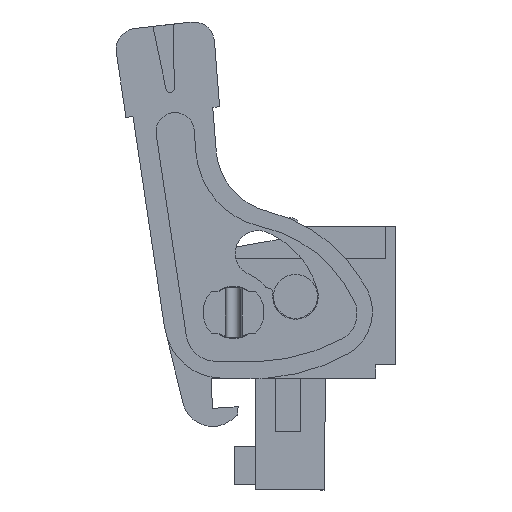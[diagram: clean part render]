
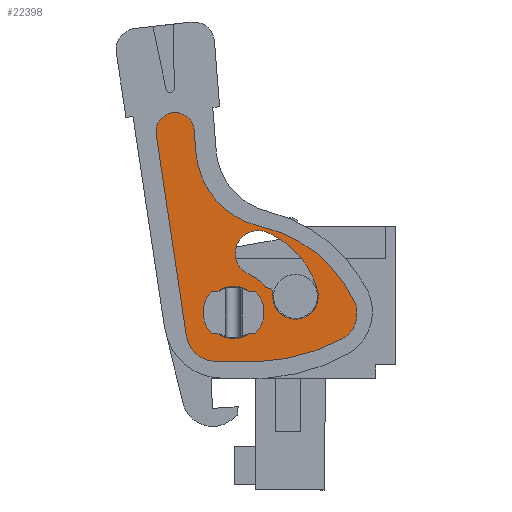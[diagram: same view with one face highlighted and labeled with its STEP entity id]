
A CAD part, left-side view. The second image highlights one B-rep face of the part: STEP entity #22398.
In plain terms, the highlighted planar face has unit normal (-1, 0, 0).
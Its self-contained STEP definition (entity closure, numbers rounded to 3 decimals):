
#22101=AXIS2_PLACEMENT_3D('Plane Axis2P3D',#22098,#22099,#22100) ;
#22230=AXIS2_PLACEMENT_3D('Circle Axis2P3D',#22228,#22229,$) ;
#22254=AXIS2_PLACEMENT_3D('Circle Axis2P3D',#22252,#22253,$) ;
#22280=AXIS2_PLACEMENT_3D('Circle Axis2P3D',#22278,#22279,$) ;
#22287=AXIS2_PLACEMENT_3D('Circle Axis2P3D',#22285,#22286,$) ;
#22294=AXIS2_PLACEMENT_3D('Circle Axis2P3D',#22292,#22293,$) ;
#22301=AXIS2_PLACEMENT_3D('Circle Axis2P3D',#22299,#22300,$) ;
#22324=AXIS2_PLACEMENT_3D('Circle Axis2P3D',#22322,#22323,$) ;
#22333=AXIS2_PLACEMENT_3D('Circle Axis2P3D',#22331,#22332,$) ;
#22340=AXIS2_PLACEMENT_3D('Circle Axis2P3D',#22338,#22339,$) ;
#22347=AXIS2_PLACEMENT_3D('Circle Axis2P3D',#22345,#22346,$) ;
#22354=AXIS2_PLACEMENT_3D('Circle Axis2P3D',#22352,#22353,$) ;
#22361=AXIS2_PLACEMENT_3D('Circle Axis2P3D',#22359,#22360,$) ;
#22368=AXIS2_PLACEMENT_3D('Circle Axis2P3D',#22366,#22367,$) ;
#22382=AXIS2_PLACEMENT_3D('Circle Axis2P3D',#22380,#22381,$) ;
#22391=AXIS2_PLACEMENT_3D('Circle Axis2P3D',#22389,#22390,$) ;
#22098=CARTESIAN_POINT('Axis2P3D Location',(1.1,1.4,0.)) ;
#22197=CARTESIAN_POINT('Line Origine',(1.1,13.287,15.072)) ;
#22201=CARTESIAN_POINT('Vertex',(1.1,12.398,9.121)) ;
#22203=CARTESIAN_POINT('Vertex',(1.1,14.176,21.023)) ;
#22228=CARTESIAN_POINT('Axis2P3D Location',(1.1,10.645,9.383)) ;
#22232=CARTESIAN_POINT('Vertex',(1.1,10.665,7.61)) ;
#22252=CARTESIAN_POINT('Axis2P3D Location',(1.1,13.058,21.19)) ;
#22256=CARTESIAN_POINT('Vertex',(1.1,11.931,21.279)) ;
#22271=CARTESIAN_POINT('Line Origine',(1.1,9.423,7.596)) ;
#22275=CARTESIAN_POINT('Vertex',(1.1,8.181,7.582)) ;
#22278=CARTESIAN_POINT('Axis2P3D Location',(1.1,8.615,19.073)) ;
#22282=CARTESIAN_POINT('Vertex',(1.1,3.202,8.927)) ;
#22285=CARTESIAN_POINT('Axis2P3D Location',(1.1,4.004,10.431)) ;
#22289=CARTESIAN_POINT('Vertex',(1.1,2.462,11.157)) ;
#22292=CARTESIAN_POINT('Axis2P3D Location',(1.1,9.73,7.737)) ;
#22296=CARTESIAN_POINT('Vertex',(1.1,8.015,15.585)) ;
#22299=CARTESIAN_POINT('Axis2P3D Location',(1.1,6.976,20.339)) ;
#22303=CARTESIAN_POINT('Vertex',(1.1,11.827,19.957)) ;
#22306=CARTESIAN_POINT('Line Origine',(1.1,11.879,20.618)) ;
#22322=CARTESIAN_POINT('Axis2P3D Location',(1.1,7.517,12.189)) ;
#22326=CARTESIAN_POINT('Vertex',(1.1,7.517,11.939)) ;
#22328=CARTESIAN_POINT('Vertex',(1.1,7.711,12.031)) ;
#22331=CARTESIAN_POINT('Axis2P3D Location',(1.1,9.6,10.5)) ;
#22335=CARTESIAN_POINT('Vertex',(1.1,8.672,12.747)) ;
#22338=CARTESIAN_POINT('Axis2P3D Location',(1.1,8.156,13.995)) ;
#22342=CARTESIAN_POINT('Vertex',(1.1,7.641,15.242)) ;
#22345=CARTESIAN_POINT('Axis2P3D Location',(1.1,9.6,10.5)) ;
#22349=CARTESIAN_POINT('Vertex',(1.1,4.633,11.789)) ;
#22352=CARTESIAN_POINT('Axis2P3D Location',(1.1,5.94,11.45)) ;
#22356=CARTESIAN_POINT('Vertex',(1.1,7.286,11.555)) ;
#22359=CARTESIAN_POINT('Axis2P3D Location',(1.1,6.887,11.524)) ;
#22363=CARTESIAN_POINT('Vertex',(1.1,7.274,11.625)) ;
#22366=CARTESIAN_POINT('Axis2P3D Location',(1.1,7.516,11.689)) ;
#22380=CARTESIAN_POINT('Axis2P3D Location',(1.1,9.6,10.5)) ;
#22384=CARTESIAN_POINT('Vertex',(1.1,9.6,8.95)) ;
#22386=CARTESIAN_POINT('Vertex',(1.1,9.6,12.05)) ;
#22389=CARTESIAN_POINT('Axis2P3D Location',(1.1,9.6,10.5)) ;
#22099=DIRECTION('Axis2P3D Direction',(1.,0.,0.)) ;
#22100=DIRECTION('Axis2P3D XDirection',(0.,1.,0.)) ;
#22198=DIRECTION('Vector Direction',(0.,0.148,0.989)) ;
#22229=DIRECTION('Axis2P3D Direction',(1.,0.,0.)) ;
#22253=DIRECTION('Axis2P3D Direction',(1.,0.,0.)) ;
#22272=DIRECTION('Vector Direction',(0.,1.,0.011)) ;
#22279=DIRECTION('Axis2P3D Direction',(1.,0.,0.)) ;
#22286=DIRECTION('Axis2P3D Direction',(1.,0.,0.)) ;
#22293=DIRECTION('Axis2P3D Direction',(1.,0.,0.)) ;
#22300=DIRECTION('Axis2P3D Direction',(1.,0.,0.)) ;
#22307=DIRECTION('Vector Direction',(0.,-0.078,-0.997)) ;
#22323=DIRECTION('Axis2P3D Direction',(1.,0.,0.)) ;
#22332=DIRECTION('Axis2P3D Direction',(1.,0.,0.)) ;
#22339=DIRECTION('Axis2P3D Direction',(1.,0.,0.)) ;
#22346=DIRECTION('Axis2P3D Direction',(1.,0.,0.)) ;
#22353=DIRECTION('Axis2P3D Direction',(1.,0.,0.)) ;
#22360=DIRECTION('Axis2P3D Direction',(1.,0.,0.)) ;
#22367=DIRECTION('Axis2P3D Direction',(1.,0.,0.)) ;
#22381=DIRECTION('Axis2P3D Direction',(1.,0.,0.)) ;
#22390=DIRECTION('Axis2P3D Direction',(1.,0.,0.)) ;
#22199=VECTOR('Line Direction',#22198,1.) ;
#22273=VECTOR('Line Direction',#22272,1.) ;
#22308=VECTOR('Line Direction',#22307,1.) ;
#22312=ORIENTED_EDGE('',*,*,#22234,.F.) ;
#22313=ORIENTED_EDGE('',*,*,#22277,.F.) ;
#22314=ORIENTED_EDGE('',*,*,#22284,.F.) ;
#22315=ORIENTED_EDGE('',*,*,#22291,.F.) ;
#22316=ORIENTED_EDGE('',*,*,#22298,.F.) ;
#22317=ORIENTED_EDGE('',*,*,#22305,.F.) ;
#22318=ORIENTED_EDGE('',*,*,#22310,.F.) ;
#22319=ORIENTED_EDGE('',*,*,#22258,.F.) ;
#22320=ORIENTED_EDGE('',*,*,#22205,.F.) ;
#22372=ORIENTED_EDGE('',*,*,#22330,.T.) ;
#22373=ORIENTED_EDGE('',*,*,#22337,.F.) ;
#22374=ORIENTED_EDGE('',*,*,#22344,.T.) ;
#22375=ORIENTED_EDGE('',*,*,#22351,.T.) ;
#22376=ORIENTED_EDGE('',*,*,#22358,.T.) ;
#22377=ORIENTED_EDGE('',*,*,#22365,.T.) ;
#22378=ORIENTED_EDGE('',*,*,#22370,.F.) ;
#22395=ORIENTED_EDGE('',*,*,#22388,.T.) ;
#22396=ORIENTED_EDGE('',*,*,#22393,.T.) ;
#22379=FACE_BOUND('',#22371,.T.) ;
#22397=FACE_BOUND('',#22394,.T.) ;
#22398=ADVANCED_FACE('lock',(#22321,#22379,#22397),#22102,.F.) ;
#22231=CIRCLE('generated circle',#22230,1.773) ;
#22255=CIRCLE('generated circle',#22254,1.131) ;
#22281=CIRCLE('generated circle',#22280,11.5) ;
#22288=CIRCLE('generated circle',#22287,1.705) ;
#22295=CIRCLE('generated circle',#22294,8.033) ;
#22302=CIRCLE('generated circle',#22301,4.866) ;
#22325=CIRCLE('generated circle',#22324,0.25) ;
#22334=CIRCLE('generated circle',#22333,2.431) ;
#22341=CIRCLE('generated circle',#22340,1.35) ;
#22348=CIRCLE('generated circle',#22347,5.131) ;
#22355=CIRCLE('generated circle',#22354,1.35) ;
#22362=CIRCLE('generated circle',#22361,0.4) ;
#22369=CIRCLE('generated circle',#22368,0.25) ;
#22383=CIRCLE('generated circle',#22382,1.55) ;
#22392=CIRCLE('generated circle',#22391,1.55) ;
#22205=EDGE_CURVE('',#22202,#22204,#22200,.T.) ;
#22234=EDGE_CURVE('',#22233,#22202,#22231,.T.) ;
#22258=EDGE_CURVE('',#22204,#22257,#22255,.T.) ;
#22277=EDGE_CURVE('',#22276,#22233,#22274,.T.) ;
#22284=EDGE_CURVE('',#22283,#22276,#22281,.T.) ;
#22291=EDGE_CURVE('',#22290,#22283,#22288,.T.) ;
#22298=EDGE_CURVE('',#22297,#22290,#22295,.T.) ;
#22305=EDGE_CURVE('',#22304,#22297,#22302,.F.) ;
#22310=EDGE_CURVE('',#22257,#22304,#22309,.T.) ;
#22330=EDGE_CURVE('',#22327,#22329,#22325,.T.) ;
#22337=EDGE_CURVE('',#22336,#22329,#22334,.T.) ;
#22344=EDGE_CURVE('',#22336,#22343,#22341,.T.) ;
#22351=EDGE_CURVE('',#22343,#22350,#22348,.T.) ;
#22358=EDGE_CURVE('',#22350,#22357,#22355,.T.) ;
#22365=EDGE_CURVE('',#22357,#22364,#22362,.T.) ;
#22370=EDGE_CURVE('',#22327,#22364,#22369,.T.) ;
#22388=EDGE_CURVE('',#22385,#22387,#22383,.T.) ;
#22393=EDGE_CURVE('',#22387,#22385,#22392,.T.) ;
#22311=EDGE_LOOP('',(#22312,#22313,#22314,#22315,#22316,#22317,#22318,#22319,#22320)) ;
#22371=EDGE_LOOP('',(#22372,#22373,#22374,#22375,#22376,#22377,#22378)) ;
#22394=EDGE_LOOP('',(#22395,#22396)) ;
#22321=FACE_OUTER_BOUND('',#22311,.T.) ;
#22200=LINE('Line',#22197,#22199) ;
#22274=LINE('Line',#22271,#22273) ;
#22309=LINE('Line',#22306,#22308) ;
#22102=PLANE('',#22101) ;
#22202=VERTEX_POINT('',#22201) ;
#22204=VERTEX_POINT('',#22203) ;
#22233=VERTEX_POINT('',#22232) ;
#22257=VERTEX_POINT('',#22256) ;
#22276=VERTEX_POINT('',#22275) ;
#22283=VERTEX_POINT('',#22282) ;
#22290=VERTEX_POINT('',#22289) ;
#22297=VERTEX_POINT('',#22296) ;
#22304=VERTEX_POINT('',#22303) ;
#22327=VERTEX_POINT('',#22326) ;
#22329=VERTEX_POINT('',#22328) ;
#22336=VERTEX_POINT('',#22335) ;
#22343=VERTEX_POINT('',#22342) ;
#22350=VERTEX_POINT('',#22349) ;
#22357=VERTEX_POINT('',#22356) ;
#22364=VERTEX_POINT('',#22363) ;
#22385=VERTEX_POINT('',#22384) ;
#22387=VERTEX_POINT('',#22386) ;
